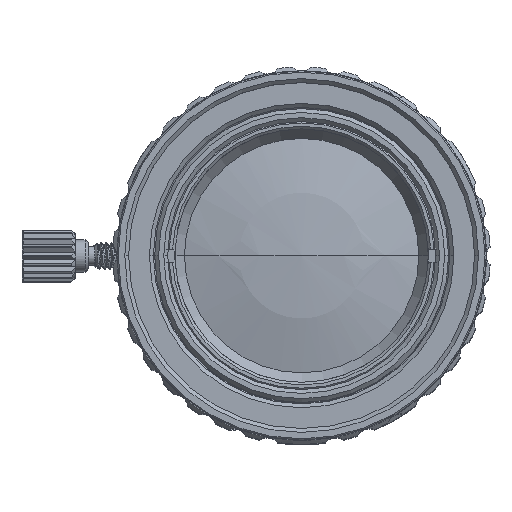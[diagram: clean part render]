
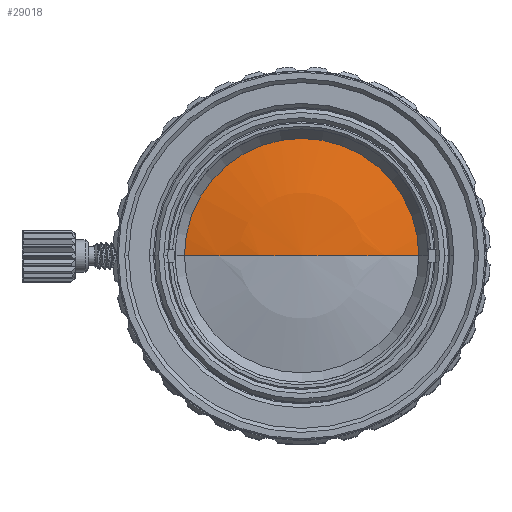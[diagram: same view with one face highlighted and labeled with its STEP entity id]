
A CAD part, top view. The second image highlights one B-rep face of the part: STEP entity #29018.
In plain terms, the highlighted spherical face has radius 37.025 mm.
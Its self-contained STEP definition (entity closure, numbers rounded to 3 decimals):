
#29018 = ADVANCED_FACE('',(#29019),#29057,.T.);
#29019 = FACE_BOUND('',#29020,.T.);
#29020 = EDGE_LOOP('',(#29021,#29032,#29041,#29050));
#29021 = ORIENTED_EDGE('',*,*,#29022,.T.);
#29022 = EDGE_CURVE('',#29023,#29025,#29027,.T.);
#29023 = VERTEX_POINT('',#29024);
#29024 = CARTESIAN_POINT('',(4.614,36.759,
    -0.67));
#29025 = VERTEX_POINT('',#29026);
#29026 = CARTESIAN_POINT('',(14.2,36.759,0.592));
#29027 = CIRCLE('',#29028,37.025);
#29028 = AXIS2_PLACEMENT_3D('',#29029,#29030,#29031);
#29029 = CARTESIAN_POINT('',(14.2,36.759,-36.433));
#29030 = DIRECTION('',(0.,1.,0.));
#29031 = DIRECTION('',(-0.259,0.,0.966));
#29032 = ORIENTED_EDGE('',*,*,#29033,.T.);
#29033 = EDGE_CURVE('',#29025,#29034,#29036,.T.);
#29034 = VERTEX_POINT('',#29035);
#29035 = CARTESIAN_POINT('',(23.786,36.759,-0.67)
  );
#29036 = CIRCLE('',#29037,37.025);
#29037 = AXIS2_PLACEMENT_3D('',#29038,#29039,#29040);
#29038 = CARTESIAN_POINT('',(14.2,36.759,-36.433));
#29039 = DIRECTION('',(0.,1.,0.));
#29040 = DIRECTION('',(0.,-0.,1.));
#29041 = ORIENTED_EDGE('',*,*,#29042,.T.);
#29042 = EDGE_CURVE('',#29034,#29043,#29045,.T.);
#29043 = VERTEX_POINT('',#29044);
#29044 = CARTESIAN_POINT('',(14.2,46.345,-0.67));
#29045 = CIRCLE('',#29046,9.586);
#29046 = AXIS2_PLACEMENT_3D('',#29047,#29048,#29049);
#29047 = CARTESIAN_POINT('',(14.2,36.759,-0.67));
#29048 = DIRECTION('',(0.,0.,1.));
#29049 = DIRECTION('',(1.,0.,-0.));
#29050 = ORIENTED_EDGE('',*,*,#29051,.T.);
#29051 = EDGE_CURVE('',#29043,#29023,#29052,.T.);
#29052 = CIRCLE('',#29053,9.586);
#29053 = AXIS2_PLACEMENT_3D('',#29054,#29055,#29056);
#29054 = CARTESIAN_POINT('',(14.2,36.759,-0.67));
#29055 = DIRECTION('',(0.,-0.,1.));
#29056 = DIRECTION('',(0.,1.,0.));
#29057 = SPHERICAL_SURFACE('',#29058,37.025);
#29058 = AXIS2_PLACEMENT_3D('',#29059,#29060,#29061);
#29059 = CARTESIAN_POINT('',(14.2,36.759,-36.433));
#29060 = DIRECTION('',(0.,0.,-1.));
#29061 = DIRECTION('',(-1.,0.,0.));
